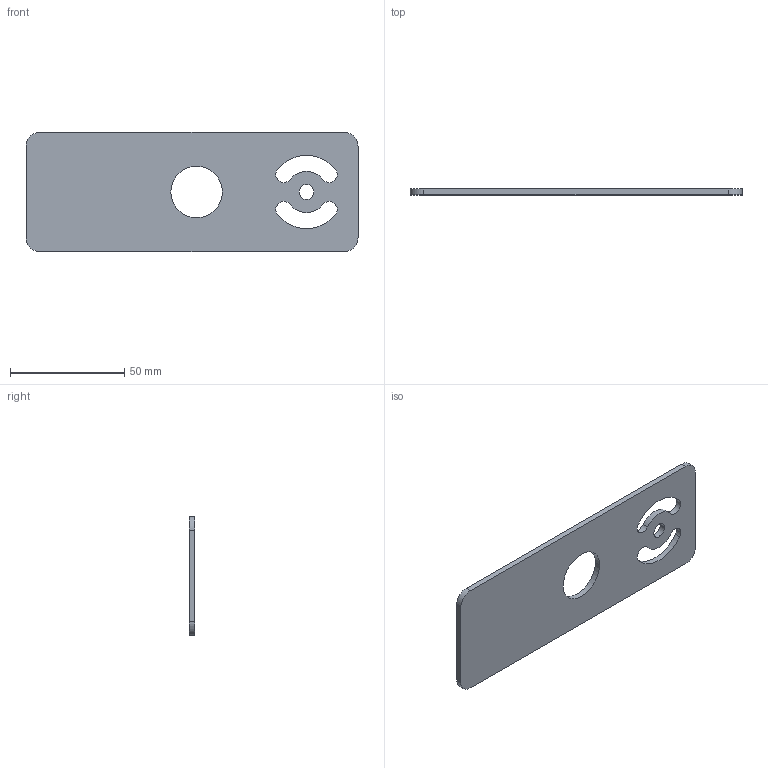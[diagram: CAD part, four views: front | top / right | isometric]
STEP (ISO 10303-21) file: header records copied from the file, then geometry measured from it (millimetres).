
FILE_DESCRIPTION((''),'2;1');
FILE_NAME('182282_ASM','2014-07-08T',('pdmadmin'),(''),'PRO/ENGINEER BY PARAMETRIC TECHNOLOGY CORPORATION, 2013230','PRO/ENGINEER BY PARAMETRIC TECHNOLOGY CORPORATION, 2013230','');
FILE_SCHEMA(('CONFIG_CONTROL_DESIGN'));
Length unit declared in the file: millimetre
Products named in the file (2): 182237; 182282_ASM
Assembly tree (1 placements, depth 2):
  182282_ASM
    182237
Bounding box: 145 x 2.6 x 52 mm (x, y, z)
Volume: 17363.3 mm3; surface area: 14973.4 mm2
Topology: 1 solids, 1 shells, 376 faces, 1074 edges, 716 vertices
Faces by surface type: plane 360, cylinder 16
Entity records: 12113 total; most frequent: CARTESIAN_POINT 2169, ORIENTED_EDGE 2148, DIRECTION 1864, EDGE_CURVE 1074, VECTOR 1042, LINE 1042, VERTEX_POINT 716, AXIS2_PLACEMENT_3D 411
